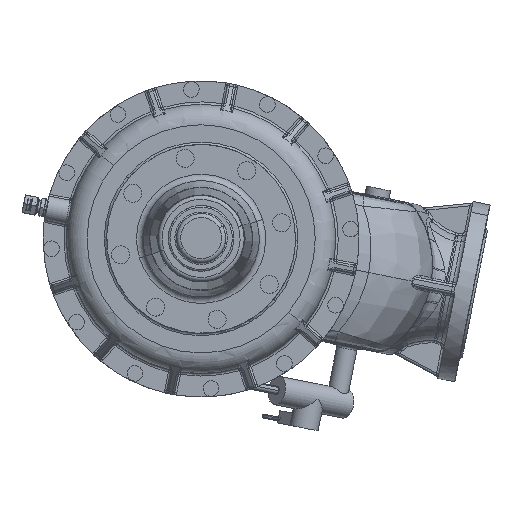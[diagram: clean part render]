
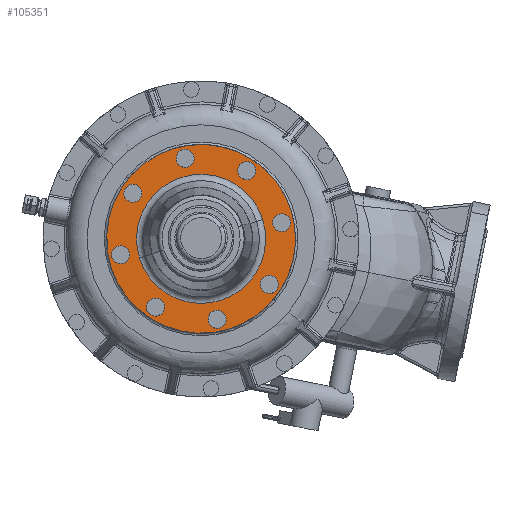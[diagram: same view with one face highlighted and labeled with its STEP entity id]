
A CAD part, top view. The second image highlights one B-rep face of the part: STEP entity #105351.
In plain terms, the highlighted planar face has unit normal (0, 0, 1).
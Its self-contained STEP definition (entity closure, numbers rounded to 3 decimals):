
#104860=DIRECTION('Axis2P3D Direction',(0.,0.,1.)) ;
#104885=DIRECTION('Axis2P3D Direction',(-0.,0.,1.)) ;
#105181=DIRECTION('Axis2P3D Direction',(0.,-0.,1.)) ;
#105182=DIRECTION('Axis2P3D XDirection',(0.,1.,0.)) ;
#105190=DIRECTION('Axis2P3D Direction',(0.,-0.,1.)) ;
#105199=DIRECTION('Axis2P3D Direction',(0.,-0.,1.)) ;
#105208=DIRECTION('Axis2P3D Direction',(0.,-0.,1.)) ;
#105217=DIRECTION('Axis2P3D Direction',(0.,-0.,1.)) ;
#105226=DIRECTION('Axis2P3D Direction',(0.,-0.,1.)) ;
#105235=DIRECTION('Axis2P3D Direction',(0.,-0.,1.)) ;
#105244=DIRECTION('Axis2P3D Direction',(0.,-0.,1.)) ;
#105253=DIRECTION('Axis2P3D Direction',(0.,-0.,1.)) ;
#105262=DIRECTION('Axis2P3D Direction',(0.,-0.,1.)) ;
#105271=DIRECTION('Axis2P3D Direction',(0.,-0.,1.)) ;
#105280=DIRECTION('Axis2P3D Direction',(0.,-0.,1.)) ;
#105289=DIRECTION('Axis2P3D Direction',(0.,-0.,1.)) ;
#105298=DIRECTION('Axis2P3D Direction',(0.,-0.,1.)) ;
#105307=DIRECTION('Axis2P3D Direction',(0.,-0.,1.)) ;
#105316=DIRECTION('Axis2P3D Direction',(0.,-0.,1.)) ;
#105325=DIRECTION('Axis2P3D Direction',(0.,-0.,1.)) ;
#105334=DIRECTION('Axis2P3D Direction',(0.,-0.,1.)) ;
#105343=DIRECTION('Axis2P3D Direction',(0.,-0.,1.)) ;
#104856=CARTESIAN_POINT('Vertex',(100.922,55.134,388.)) ;
#104859=CARTESIAN_POINT('Axis2P3D Location',(0.,0.,388.)) ;
#104863=CARTESIAN_POINT('Vertex',(-100.922,-55.134,388.)) ;
#104884=CARTESIAN_POINT('Axis2P3D Location',(0.,0.,388.)) ;
#105180=CARTESIAN_POINT('Axis2P3D Location',(78.639,0.,388.)) ;
#105189=CARTESIAN_POINT('Axis2P3D Location',(92.388,-38.268,388.)) ;
#105193=CARTESIAN_POINT('Vertex',(81.388,-38.268,388.)) ;
#105195=CARTESIAN_POINT('Vertex',(103.388,-38.268,388.)) ;
#105198=CARTESIAN_POINT('Axis2P3D Location',(92.388,-38.268,388.)) ;
#105207=CARTESIAN_POINT('Axis2P3D Location',(0.,0.,388.)) ;
#105211=CARTESIAN_POINT('Vertex',(69.012,37.701,388.)) ;
#105213=CARTESIAN_POINT('Vertex',(-69.012,-37.701,388.)) ;
#105216=CARTESIAN_POINT('Axis2P3D Location',(0.,0.,388.)) ;
#105225=CARTESIAN_POINT('Axis2P3D Location',(92.388,38.268,388.)) ;
#105229=CARTESIAN_POINT('Vertex',(100.166,46.047,388.)) ;
#105231=CARTESIAN_POINT('Vertex',(84.61,30.49,388.)) ;
#105234=CARTESIAN_POINT('Axis2P3D Location',(92.388,38.268,388.)) ;
#105243=CARTESIAN_POINT('Axis2P3D Location',(38.268,92.388,388.)) ;
#105247=CARTESIAN_POINT('Vertex',(38.268,103.388,388.)) ;
#105249=CARTESIAN_POINT('Vertex',(38.268,81.388,388.)) ;
#105252=CARTESIAN_POINT('Axis2P3D Location',(38.268,92.388,388.)) ;
#105261=CARTESIAN_POINT('Axis2P3D Location',(-38.268,92.388,388.)) ;
#105265=CARTESIAN_POINT('Vertex',(-46.047,100.166,388.)) ;
#105267=CARTESIAN_POINT('Vertex',(-30.49,84.61,388.)) ;
#105270=CARTESIAN_POINT('Axis2P3D Location',(-38.268,92.388,388.)) ;
#105279=CARTESIAN_POINT('Axis2P3D Location',(-92.388,38.268,388.)) ;
#105283=CARTESIAN_POINT('Vertex',(-103.388,38.268,388.)) ;
#105285=CARTESIAN_POINT('Vertex',(-81.388,38.268,388.)) ;
#105288=CARTESIAN_POINT('Axis2P3D Location',(-92.388,38.268,388.)) ;
#105297=CARTESIAN_POINT('Axis2P3D Location',(-92.388,-38.268,388.)) ;
#105301=CARTESIAN_POINT('Vertex',(-100.166,-46.047,388.)) ;
#105303=CARTESIAN_POINT('Vertex',(-84.61,-30.49,388.)) ;
#105306=CARTESIAN_POINT('Axis2P3D Location',(-92.388,-38.268,388.)) ;
#105315=CARTESIAN_POINT('Axis2P3D Location',(-38.268,-92.388,388.)) ;
#105319=CARTESIAN_POINT('Vertex',(-38.268,-103.388,388.)) ;
#105321=CARTESIAN_POINT('Vertex',(-38.268,-81.388,388.)) ;
#105324=CARTESIAN_POINT('Axis2P3D Location',(-38.268,-92.388,388.)) ;
#105333=CARTESIAN_POINT('Axis2P3D Location',(38.268,-92.388,388.)) ;
#105337=CARTESIAN_POINT('Vertex',(46.047,-100.166,388.)) ;
#105339=CARTESIAN_POINT('Vertex',(30.49,-84.61,388.)) ;
#105342=CARTESIAN_POINT('Axis2P3D Location',(38.268,-92.388,388.)) ;
#104861=AXIS2_PLACEMENT_3D('Circle Axis2P3D',#104859,#104860,$) ;
#104886=AXIS2_PLACEMENT_3D('Circle Axis2P3D',#104884,#104885,$) ;
#105183=AXIS2_PLACEMENT_3D('Plane Axis2P3D',#105180,#105181,#105182) ;
#105191=AXIS2_PLACEMENT_3D('Circle Axis2P3D',#105189,#105190,$) ;
#105200=AXIS2_PLACEMENT_3D('Circle Axis2P3D',#105198,#105199,$) ;
#105209=AXIS2_PLACEMENT_3D('Circle Axis2P3D',#105207,#105208,$) ;
#105218=AXIS2_PLACEMENT_3D('Circle Axis2P3D',#105216,#105217,$) ;
#105227=AXIS2_PLACEMENT_3D('Circle Axis2P3D',#105225,#105226,$) ;
#105236=AXIS2_PLACEMENT_3D('Circle Axis2P3D',#105234,#105235,$) ;
#105245=AXIS2_PLACEMENT_3D('Circle Axis2P3D',#105243,#105244,$) ;
#105254=AXIS2_PLACEMENT_3D('Circle Axis2P3D',#105252,#105253,$) ;
#105263=AXIS2_PLACEMENT_3D('Circle Axis2P3D',#105261,#105262,$) ;
#105272=AXIS2_PLACEMENT_3D('Circle Axis2P3D',#105270,#105271,$) ;
#105281=AXIS2_PLACEMENT_3D('Circle Axis2P3D',#105279,#105280,$) ;
#105290=AXIS2_PLACEMENT_3D('Circle Axis2P3D',#105288,#105289,$) ;
#105299=AXIS2_PLACEMENT_3D('Circle Axis2P3D',#105297,#105298,$) ;
#105308=AXIS2_PLACEMENT_3D('Circle Axis2P3D',#105306,#105307,$) ;
#105317=AXIS2_PLACEMENT_3D('Circle Axis2P3D',#105315,#105316,$) ;
#105326=AXIS2_PLACEMENT_3D('Circle Axis2P3D',#105324,#105325,$) ;
#105335=AXIS2_PLACEMENT_3D('Circle Axis2P3D',#105333,#105334,$) ;
#105344=AXIS2_PLACEMENT_3D('Circle Axis2P3D',#105342,#105343,$) ;
#105206=FACE_BOUND('',#105203,.T.) ;
#105224=FACE_BOUND('',#105221,.T.) ;
#105242=FACE_BOUND('',#105239,.T.) ;
#105260=FACE_BOUND('',#105257,.T.) ;
#105278=FACE_BOUND('',#105275,.T.) ;
#105296=FACE_BOUND('',#105293,.T.) ;
#105314=FACE_BOUND('',#105311,.T.) ;
#105332=FACE_BOUND('',#105329,.T.) ;
#105350=FACE_BOUND('',#105347,.T.) ;
#104865=EDGE_CURVE('',#104864,#104857,#104862,.T.) ;
#104888=EDGE_CURVE('',#104857,#104864,#104887,.T.) ;
#105197=EDGE_CURVE('',#105194,#105196,#105192,.T.) ;
#105202=EDGE_CURVE('',#105196,#105194,#105201,.T.) ;
#105215=EDGE_CURVE('',#105212,#105214,#105210,.T.) ;
#105220=EDGE_CURVE('',#105214,#105212,#105219,.T.) ;
#105233=EDGE_CURVE('',#105230,#105232,#105228,.T.) ;
#105238=EDGE_CURVE('',#105232,#105230,#105237,.T.) ;
#105251=EDGE_CURVE('',#105248,#105250,#105246,.T.) ;
#105256=EDGE_CURVE('',#105250,#105248,#105255,.T.) ;
#105269=EDGE_CURVE('',#105266,#105268,#105264,.T.) ;
#105274=EDGE_CURVE('',#105268,#105266,#105273,.T.) ;
#105287=EDGE_CURVE('',#105284,#105286,#105282,.T.) ;
#105292=EDGE_CURVE('',#105286,#105284,#105291,.T.) ;
#105305=EDGE_CURVE('',#105302,#105304,#105300,.T.) ;
#105310=EDGE_CURVE('',#105304,#105302,#105309,.T.) ;
#105323=EDGE_CURVE('',#105320,#105322,#105318,.T.) ;
#105328=EDGE_CURVE('',#105322,#105320,#105327,.T.) ;
#105341=EDGE_CURVE('',#105338,#105340,#105336,.T.) ;
#105346=EDGE_CURVE('',#105340,#105338,#105345,.T.) ;
#105184=PLANE('Plane',#105183) ;
#105186=ORIENTED_EDGE('',*,*,#104865,.T.) ;
#105187=ORIENTED_EDGE('',*,*,#104888,.T.) ;
#105204=ORIENTED_EDGE('',*,*,#105197,.F.) ;
#105205=ORIENTED_EDGE('',*,*,#105202,.F.) ;
#105222=ORIENTED_EDGE('',*,*,#105215,.F.) ;
#105223=ORIENTED_EDGE('',*,*,#105220,.F.) ;
#105240=ORIENTED_EDGE('',*,*,#105233,.F.) ;
#105241=ORIENTED_EDGE('',*,*,#105238,.F.) ;
#105258=ORIENTED_EDGE('',*,*,#105251,.F.) ;
#105259=ORIENTED_EDGE('',*,*,#105256,.F.) ;
#105276=ORIENTED_EDGE('',*,*,#105269,.F.) ;
#105277=ORIENTED_EDGE('',*,*,#105274,.F.) ;
#105294=ORIENTED_EDGE('',*,*,#105287,.F.) ;
#105295=ORIENTED_EDGE('',*,*,#105292,.F.) ;
#105312=ORIENTED_EDGE('',*,*,#105305,.F.) ;
#105313=ORIENTED_EDGE('',*,*,#105310,.F.) ;
#105330=ORIENTED_EDGE('',*,*,#105323,.F.) ;
#105331=ORIENTED_EDGE('',*,*,#105328,.F.) ;
#105348=ORIENTED_EDGE('',*,*,#105341,.F.) ;
#105349=ORIENTED_EDGE('',*,*,#105346,.F.) ;
#105351=ADVANCED_FACE('Brep With Voids',(#105188,#105206,#105224,#105242,#105260,#105278,#105296,#105314,#105332,#105350),#105184,.T.) ;
#104862=CIRCLE('generated circle',#104861,115.) ;
#104887=CIRCLE('generated circle',#104886,115.) ;
#105192=CIRCLE('generated circle',#105191,11.) ;
#105201=CIRCLE('generated circle',#105200,11.) ;
#105210=CIRCLE('generated circle',#105209,78.639) ;
#105219=CIRCLE('generated circle',#105218,78.639) ;
#105228=CIRCLE('generated circle',#105227,11.) ;
#105237=CIRCLE('generated circle',#105236,11.) ;
#105246=CIRCLE('generated circle',#105245,11.) ;
#105255=CIRCLE('generated circle',#105254,11.) ;
#105264=CIRCLE('generated circle',#105263,11.) ;
#105273=CIRCLE('generated circle',#105272,11.) ;
#105282=CIRCLE('generated circle',#105281,11.) ;
#105291=CIRCLE('generated circle',#105290,11.) ;
#105300=CIRCLE('generated circle',#105299,11.) ;
#105309=CIRCLE('generated circle',#105308,11.) ;
#105318=CIRCLE('generated circle',#105317,11.) ;
#105327=CIRCLE('generated circle',#105326,11.) ;
#105336=CIRCLE('generated circle',#105335,11.) ;
#105345=CIRCLE('generated circle',#105344,11.) ;
#104857=VERTEX_POINT('',#104856) ;
#104864=VERTEX_POINT('',#104863) ;
#105194=VERTEX_POINT('',#105193) ;
#105196=VERTEX_POINT('',#105195) ;
#105212=VERTEX_POINT('',#105211) ;
#105214=VERTEX_POINT('',#105213) ;
#105230=VERTEX_POINT('',#105229) ;
#105232=VERTEX_POINT('',#105231) ;
#105248=VERTEX_POINT('',#105247) ;
#105250=VERTEX_POINT('',#105249) ;
#105266=VERTEX_POINT('',#105265) ;
#105268=VERTEX_POINT('',#105267) ;
#105284=VERTEX_POINT('',#105283) ;
#105286=VERTEX_POINT('',#105285) ;
#105302=VERTEX_POINT('',#105301) ;
#105304=VERTEX_POINT('',#105303) ;
#105320=VERTEX_POINT('',#105319) ;
#105322=VERTEX_POINT('',#105321) ;
#105338=VERTEX_POINT('',#105337) ;
#105340=VERTEX_POINT('',#105339) ;
#105185=EDGE_LOOP('',(#105186,#105187)) ;
#105203=EDGE_LOOP('',(#105204,#105205)) ;
#105221=EDGE_LOOP('',(#105222,#105223)) ;
#105239=EDGE_LOOP('',(#105240,#105241)) ;
#105257=EDGE_LOOP('',(#105258,#105259)) ;
#105275=EDGE_LOOP('',(#105276,#105277)) ;
#105293=EDGE_LOOP('',(#105294,#105295)) ;
#105311=EDGE_LOOP('',(#105312,#105313)) ;
#105329=EDGE_LOOP('',(#105330,#105331)) ;
#105347=EDGE_LOOP('',(#105348,#105349)) ;
#105188=FACE_OUTER_BOUND('',#105185,.T.) ;
